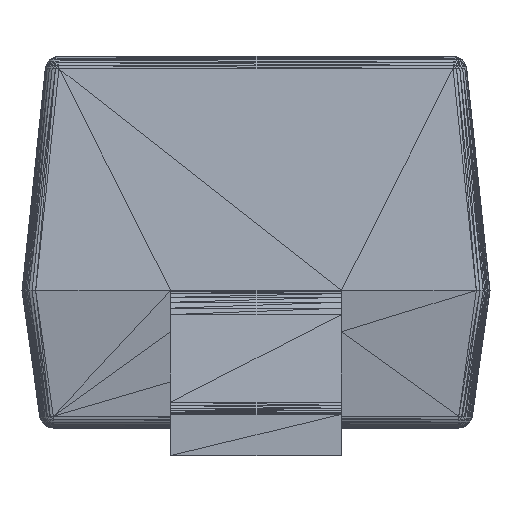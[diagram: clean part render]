
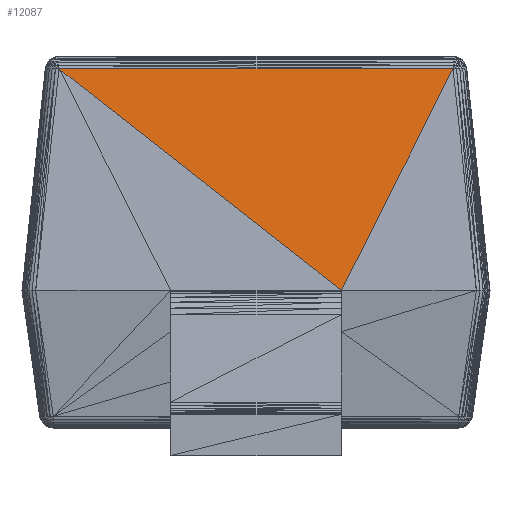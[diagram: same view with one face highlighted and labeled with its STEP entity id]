
A CAD part, left-side view. The second image highlights one B-rep face of the part: STEP entity #12087.
In plain terms, the highlighted planar face has unit normal (-0.995, 0, 0.104).
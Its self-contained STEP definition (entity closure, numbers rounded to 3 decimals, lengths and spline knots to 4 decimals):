
#733=DIRECTION('',(0.0,1.0,0.0));
#734=VECTOR('',#733,1000.0);
#9227=CARTESIAN_POINT('',(-1.3404,-0.7156,0.8052));
#9228=VERTEX_POINT('',#9227);
#9229=CARTESIAN_POINT('',(-1.425,-0.31,0.0));
#9230=VERTEX_POINT('',#9229);
#9231=CARTESIAN_POINT('',(-1.3404,0.7156,0.8052));
#9232=VERTEX_POINT('',#9231);
#12056=DIRECTION('',(-0.093,0.448,-0.889));
#12057=VECTOR('',#12056,1000.0);
#12058=LINE('',#9227,#12057);
#12059=EDGE_CURVE('',#9228,#9230,#12058,.T.);
#12072=LINE('',#9227,#734);
#12073=EDGE_CURVE('',#9228,#9232,#12072,.T.);
#12074=DIRECTION('',(-0.065,-0.785,-0.616));
#12075=VECTOR('',#12074,1000.0);
#12076=LINE('',#9231,#12075);
#12077=EDGE_CURVE('',#9232,#9230,#12076,.T.);
#12078=ORIENTED_EDGE('',*,*,#12059,.F.);
#12079=ORIENTED_EDGE('',*,*,#12073,.T.);
#12080=ORIENTED_EDGE('',*,*,#12077,.T.);
#12081=DIRECTION('',(-0.995,0.0,0.105));
#12082=DIRECTION('',(0.093,-0.448,0.889));
#12083=AXIS2_PLACEMENT_3D('',#9229,#12081,#12082);
#12084=PLANE('',#12083);
#12085=EDGE_LOOP('',(#12078,#12079,#12080));
#12086=FACE_BOUND('',#12085,.T.);
#12087=ADVANCED_FACE('',(#12086),#12084,.T.);
